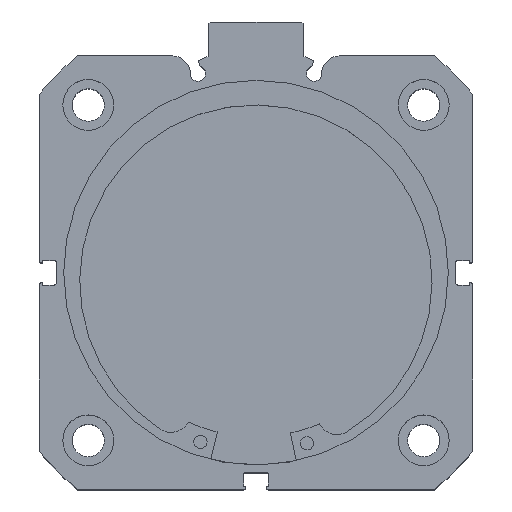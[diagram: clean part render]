
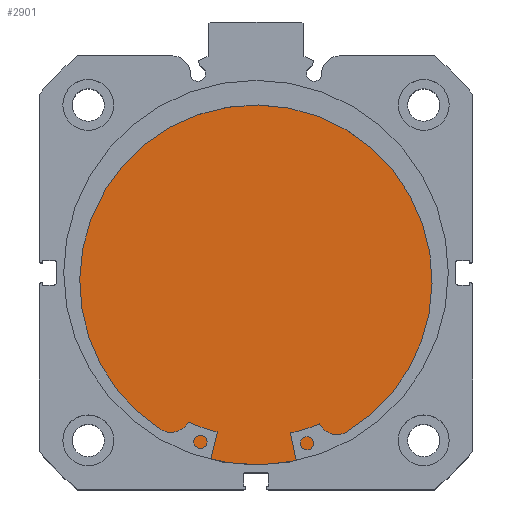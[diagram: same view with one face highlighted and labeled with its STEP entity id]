
A CAD part, top view. The second image highlights one B-rep face of the part: STEP entity #2901.
In plain terms, the highlighted face is planar.
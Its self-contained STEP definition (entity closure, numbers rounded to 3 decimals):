
#107 = EDGE_LOOP ( 'NONE', ( #5235, #2920 ) ) ;
#239 = CIRCLE ( 'NONE', #6159, 51. ) ;
#250 = CIRCLE ( 'NONE', #6162, 51. ) ;
#1128 = VERTEX_POINT ( 'NONE', #2273 ) ;
#1129 = VERTEX_POINT ( 'NONE', #2269 ) ;
#1312 = EDGE_CURVE ( 'NONE', #1129, #1128, #239, .T. ) ;
#1321 = EDGE_CURVE ( 'NONE', #1128, #1129, #250, .T. ) ;
#2269 = CARTESIAN_POINT ( 'NONE',  ( 13., 0., 51. ) ) ;
#2273 = CARTESIAN_POINT ( 'NONE',  ( 13., 0., -51. ) ) ;
#2364 = DIRECTION ( 'NONE',  ( 0., 0., 1. ) ) ;
#2365 = DIRECTION ( 'NONE',  ( -1., 0., 0. ) ) ;
#2368 = CARTESIAN_POINT ( 'NONE',  ( 13., 0., 0. ) ) ;
#2397 = DIRECTION ( 'NONE',  ( 0., 0., 1. ) ) ;
#2398 = DIRECTION ( 'NONE',  ( -1., 0., 0. ) ) ;
#2404 = CARTESIAN_POINT ( 'NONE',  ( 13., 0., 0. ) ) ;
#2901 = ADVANCED_FACE ( 'NONE', ( #4555 ), #3868, .F. ) ;
#2920 = ORIENTED_EDGE ( 'NONE', *, *, #1321, .F. ) ;
#3241 = AXIS2_PLACEMENT_3D ( 'NONE', #3867, #3870, #3871 ) ;
#3867 = CARTESIAN_POINT ( 'NONE',  ( 13., 51., 0. ) ) ;
#3868 = PLANE ( 'NONE',  #3241 ) ;
#3870 = DIRECTION ( 'NONE',  ( -1., 0., 0. ) ) ;
#3871 = DIRECTION ( 'NONE',  ( 0., 0., 1. ) ) ;
#4555 = FACE_OUTER_BOUND ( 'NONE', #107, .T. ) ;
#5235 = ORIENTED_EDGE ( 'NONE', *, *, #1312, .F. ) ;
#6159 = AXIS2_PLACEMENT_3D ( 'NONE', #2404, #2398, #2397 ) ;
#6162 = AXIS2_PLACEMENT_3D ( 'NONE', #2368, #2365, #2364 ) ;
